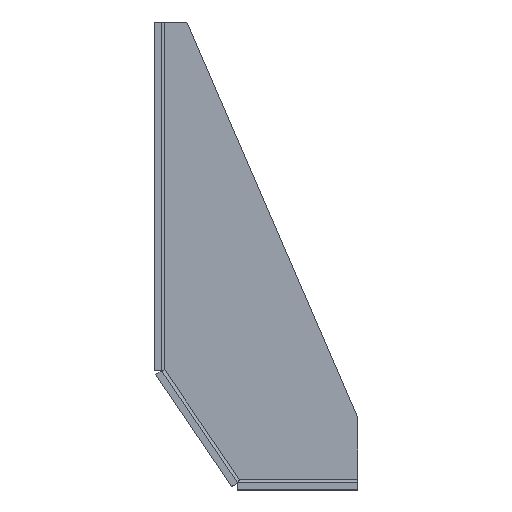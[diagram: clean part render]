
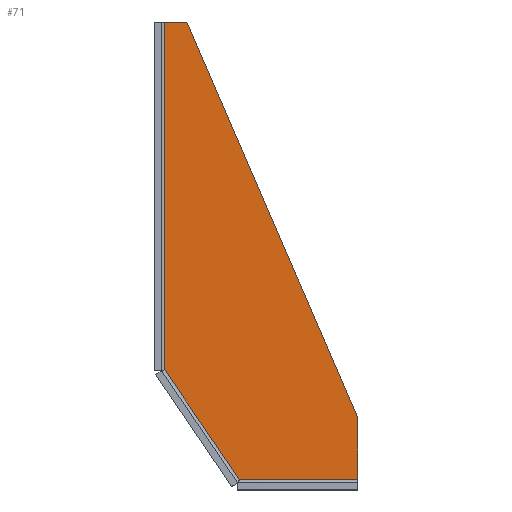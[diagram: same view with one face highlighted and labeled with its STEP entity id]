
A CAD part, top view. The second image highlights one B-rep face of the part: STEP entity #71.
In plain terms, the highlighted planar face has unit normal (0, 0, 1).
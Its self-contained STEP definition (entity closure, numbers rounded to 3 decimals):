
#71=ADVANCED_FACE('NONE',(#249),#250,.T.);
#249=FACE_OUTER_BOUND('',#529,.T.);
#250=PLANE('',#530);
#529=EDGE_LOOP('',(#1040,#1041,#1042,#1043,#1044,#1045));
#530=AXIS2_PLACEMENT_3D('',#1046,#1047,#1048);
#1040=ORIENTED_EDGE('',*,*,#1918,.T.);
#1041=ORIENTED_EDGE('',*,*,#1954,.T.);
#1042=ORIENTED_EDGE('',*,*,#1955,.T.);
#1043=ORIENTED_EDGE('',*,*,#1956,.T.);
#1044=ORIENTED_EDGE('',*,*,#1910,.T.);
#1045=ORIENTED_EDGE('',*,*,#1912,.T.);
#1046=CARTESIAN_POINT('',(0.0,200.0,3.0));
#1047=DIRECTION('',(-0.0,0.0,1.0));
#1048=DIRECTION('',(1.0,-0.0,0.0));
#1910=EDGE_CURVE('NONE',#2357,#2355,#2358,.T.);
#1912=EDGE_CURVE('NONE',#2355,#2360,#2361,.T.);
#1918=EDGE_CURVE('NONE',#2360,#2368,#2370,.T.);
#1954=EDGE_CURVE('NONE',#2368,#2430,#2431,.T.);
#1955=EDGE_CURVE('NONE',#2430,#2432,#2433,.T.);
#1956=EDGE_CURVE('NONE',#2432,#2357,#2434,.T.);
#2355=VERTEX_POINT('NONE',#3138);
#2357=VERTEX_POINT('NONE',#3141);
#2358=LINE('',#3142,#3143);
#2360=VERTEX_POINT('NONE',#3145);
#2361=LINE('',#3146,#3147);
#2368=VERTEX_POINT('NONE',#3157);
#2370=LINE('',#3159,#3160);
#2430=VERTEX_POINT('NONE',#3239);
#2431=LINE('',#3240,#3241);
#2432=VERTEX_POINT('NONE',#3242);
#2433=LINE('',#3243,#3244);
#2434=LINE('',#3245,#3246);
#3138=CARTESIAN_POINT('',(0.0,31.0,3.0));
#3141=CARTESIAN_POINT('',(0.0,4.5,3.0));
#3142=CARTESIAN_POINT('',(0.0,0.0,3.0));
#3143=VECTOR('',#3800,1000.0);
#3145=CARTESIAN_POINT('',(-73.,200.0,3.0));
#3146=CARTESIAN_POINT('',(-73.,200.0,3.0));
#3147=VECTOR('',#3804,1000.0);
#3157=CARTESIAN_POINT('',(-82.5,200.0,3.0));
#3159=CARTESIAN_POINT('',(-73.,200.0,3.0));
#3160=VECTOR('',#3814,1000.0);
#3239=CARTESIAN_POINT('',(-82.5,51.385,3.0));
#3240=CARTESIAN_POINT('',(-82.5,53.591,3.0));
#3241=VECTOR('',#3882,1000.0);
#3242=CARTESIAN_POINT('',(-50.618,4.5,3.0));
#3243=CARTESIAN_POINT('',(-50.177,3.852,3.0));
#3244=VECTOR('',#3883,1000.0);
#3245=CARTESIAN_POINT('',(0.,4.5,3.0));
#3246=VECTOR('',#3884,1000.0);
#3800=DIRECTION('',(0.0,1.0,0.0));
#3804=DIRECTION('',(-0.397,0.918,0.0));
#3814=DIRECTION('',(-1.0,0.0,0.0));
#3882=DIRECTION('',(0.,-1.0,-0.0));
#3883=DIRECTION('',(0.562,-0.827,-0.0));
#3884=DIRECTION('',(1.0,0.,0.0));
